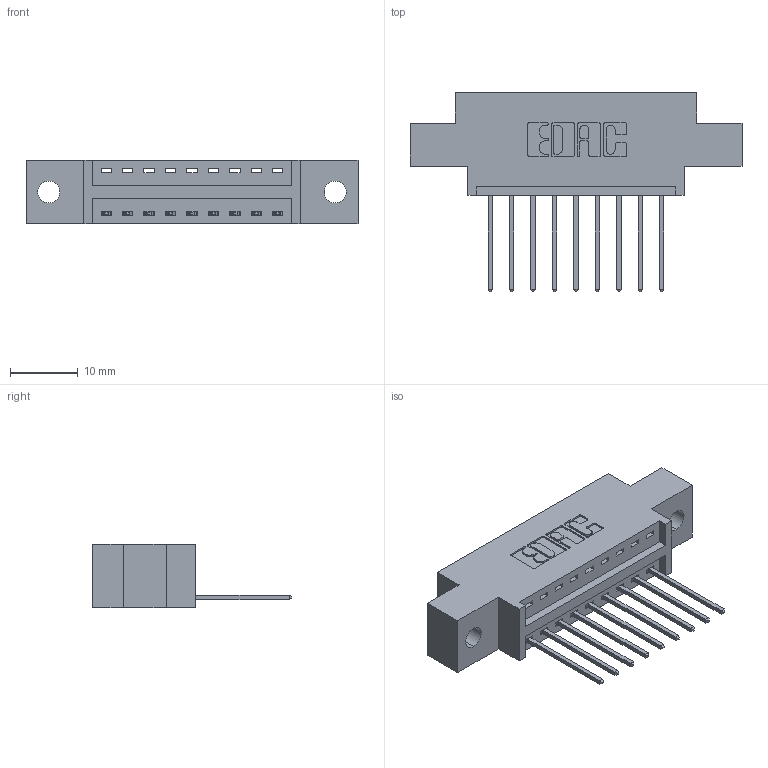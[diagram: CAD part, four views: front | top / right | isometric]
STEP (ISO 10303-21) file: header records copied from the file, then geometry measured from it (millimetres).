
FILE_DESCRIPTION (( 'STEP AP203' ), '1' );
FILE_NAME ('396-009-540-602.STEP', '2019-10-26T13:57:44', ( '' ), ( '' ), 'SwSTEP 2.0', 'SolidWorks 2016', '' );
FILE_SCHEMA (( 'CONFIG_CONTROL_DESIGN' ));
Length unit declared in the file: inch
Products named in the file (3): 346 Part_0.170 Offset - 0.128 Dia; 396-009-540-602; 345-292-001_345-293-140
Assembly tree (10 placements, depth 2):
  396-009-540-602
    346 Part_0.170 Offset - 0.128 Dia
    345-292-001_345-293-140  x9
Bounding box: 49.15 x 29.46 x 9.4 mm (x, y, z)
Volume: 4298.2 mm3; surface area: 4994.1 mm2
Topology: 10 solids, 10 shells, 648 faces, 1925 edges, 1270 vertices
Faces by surface type: plane 440, cylinder 208
Entity records: 10181 total; most frequent: CARTESIAN_POINT 1763, ORIENTED_EDGE 1706, DIRECTION 1595, EDGE_CURVE 853, LINE 685, VECTOR 685, VERTEX_POINT 566, AXIS2_PLACEMENT_3D 455
